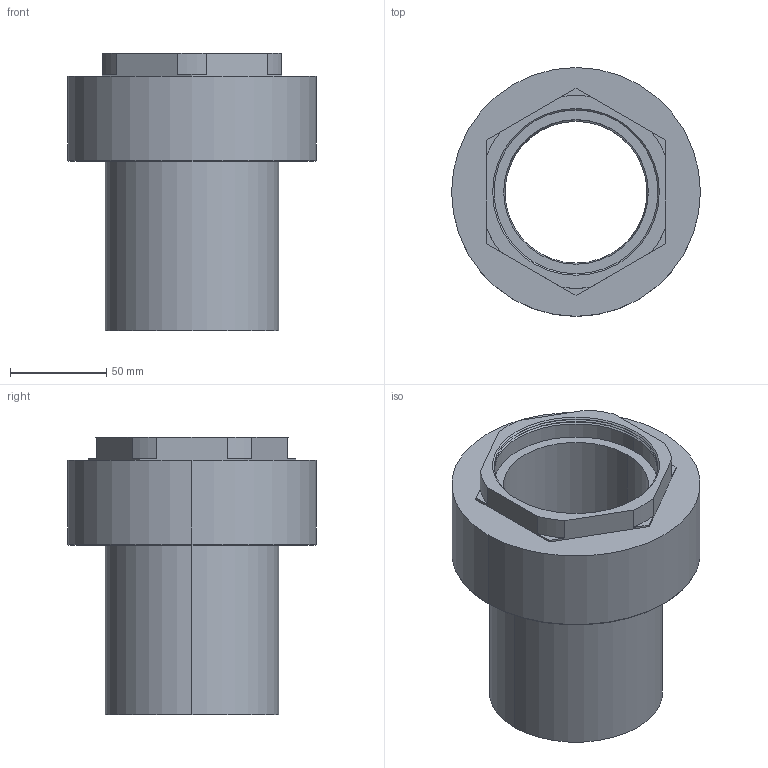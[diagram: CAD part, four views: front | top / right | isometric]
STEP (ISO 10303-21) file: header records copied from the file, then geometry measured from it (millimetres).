
FILE_DESCRIPTION (( 'STEP AP203' ), '1' );
FILE_NAME ('Transition Adaptor Pe-Brass Female_001 117 6201 0090.step', '2019-12-26T09:36:09', ( '' ), ( '' ), 'SwSTEP 2.0', 'SolidWorks 2019', '' );
FILE_SCHEMA (( 'CONFIG_CONTROL_DESIGN' ));
Length unit declared in the file: millimetre
Products named in the file (1): Transition Adaptor Pe-Brass Female_001 117 6201 0090
Bounding box: 129 x 129 x 144 mm (x, y, z)
Volume: 584701.1 mm3; surface area: 98006.3 mm2
Topology: 1 solids, 1 shells, 47 faces, 110 edges, 68 vertices
Faces by surface type: plane 17, cylinder 16, cone 12, torus 2
Entity records: 1423 total; most frequent: DIRECTION 252, CARTESIAN_POINT 226, ORIENTED_EDGE 220, EDGE_CURVE 110, AXIS2_PLACEMENT_3D 94, VERTEX_POINT 68, VECTOR 64, LINE 64
